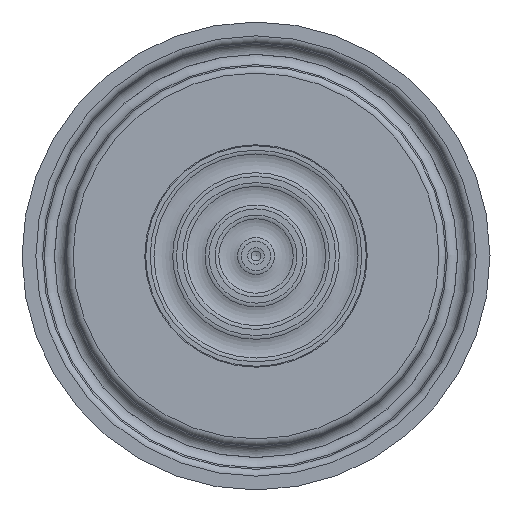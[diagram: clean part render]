
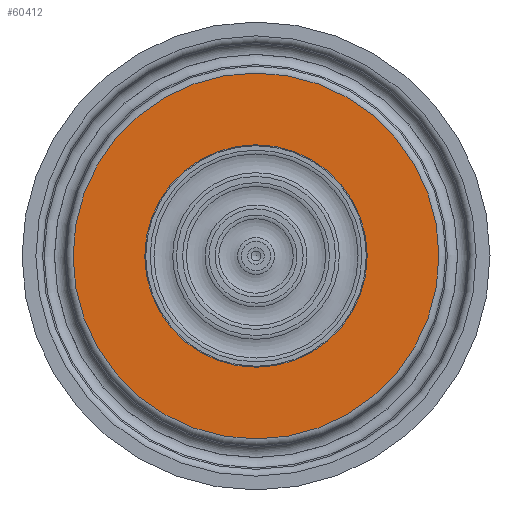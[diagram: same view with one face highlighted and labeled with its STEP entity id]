
A CAD part, left-side view. The second image highlights one B-rep face of the part: STEP entity #60412.
In plain terms, the highlighted planar face has unit normal (-1, 0, 0).
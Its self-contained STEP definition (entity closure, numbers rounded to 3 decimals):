
#4500=FACE_BOUND('',#15661,.T.);
#7715=PLANE('',#68289);
#11609=FACE_OUTER_BOUND('',#15660,.T.);
#15660=EDGE_LOOP('',(#56018));
#15661=EDGE_LOOP('',(#56019));
#16475=CIRCLE('',#68282,12.);
#16479=CIRCLE('',#68290,19.742);
#28764=VERTEX_POINT('',#138026);
#28766=VERTEX_POINT('',#138037);
#37858=EDGE_CURVE('',#28764,#28764,#16475,.T.);
#37863=EDGE_CURVE('',#28766,#28766,#16479,.T.);
#56018=ORIENTED_EDGE('',*,*,#37863,.F.);
#56019=ORIENTED_EDGE('',*,*,#37858,.T.);
#60412=ADVANCED_FACE('',(#11609,#4500),#7715,.T.);
#68282=AXIS2_PLACEMENT_3D('',#138027,#86377,#86378);
#68289=AXIS2_PLACEMENT_3D('',#138036,#86392,#86393);
#68290=AXIS2_PLACEMENT_3D('',#138038,#86394,#86395);
#86377=DIRECTION('center_axis',(1.,0.,0.));
#86378=DIRECTION('ref_axis',(0.,1.,0.));
#86392=DIRECTION('center_axis',(-1.,0.,0.));
#86393=DIRECTION('ref_axis',(0.,0.,1.));
#86394=DIRECTION('center_axis',(1.,0.,0.));
#86395=DIRECTION('ref_axis',(0.,0.,-1.));
#138026=CARTESIAN_POINT('',(0.,-12.,0.));
#138027=CARTESIAN_POINT('Origin',(0.,0.,
0.));
#138036=CARTESIAN_POINT('Origin',(0.,19.742,
0.));
#138037=CARTESIAN_POINT('',(0.,0.,
19.742));
#138038=CARTESIAN_POINT('Origin',(0.,0.,0.));
